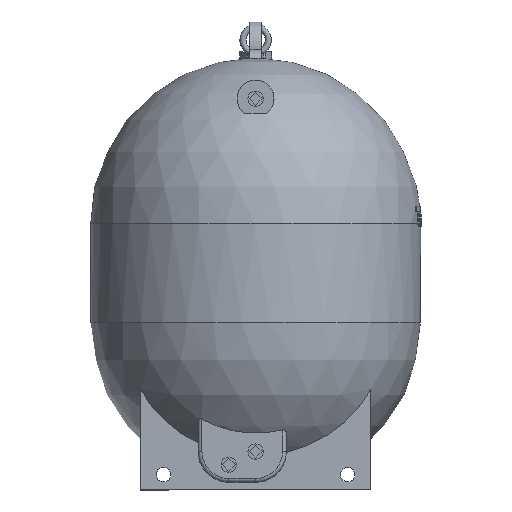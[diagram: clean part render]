
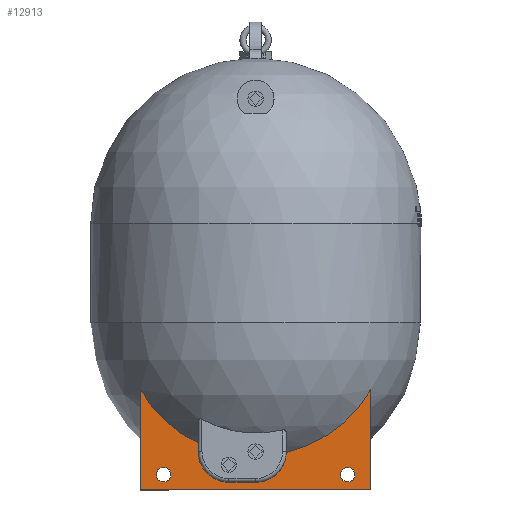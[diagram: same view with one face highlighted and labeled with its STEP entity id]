
A CAD part, left-side view. The second image highlights one B-rep face of the part: STEP entity #12913.
In plain terms, the highlighted planar face has unit normal (-1, 0, 0).
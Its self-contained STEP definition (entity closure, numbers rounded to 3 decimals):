
#12755=CARTESIAN_POINT('',(-127.,-150.,-217.687));
#12756=VERTEX_POINT('',#12755);
#12757=CARTESIAN_POINT('',(-127.,150.,-217.687));
#12758=VERTEX_POINT('',#12757);
#12759=CARTESIAN_POINT('',(-127.,-150.,-217.687));
#12760=DIRECTION('',(0.0,1.0,0.0));
#12761=VECTOR('',#12760,300.0);
#12762=LINE('',#12759,#12761);
#12763=EDGE_CURVE('',#12756,#12758,#12762,.T.);
#12786=CARTESIAN_POINT('',(-127.,-150.,-87.155));
#12787=VERTEX_POINT('',#12786);
#12795=CARTESIAN_POINT('',(-127.,-150.,-87.155));
#12796=DIRECTION('',(0.0,0.0,-1.0));
#12797=VECTOR('',#12796,130.532);
#12798=LINE('',#12795,#12797);
#12799=EDGE_CURVE('',#12787,#12756,#12798,.T.);
#12811=CARTESIAN_POINT('',(-127.,150.,-87.155));
#12812=VERTEX_POINT('',#12811);
#12822=CARTESIAN_POINT('',(-127.,150.,-217.687));
#12823=DIRECTION('',(0.0,0.0,1.0));
#12824=VECTOR('',#12823,130.532);
#12825=LINE('',#12822,#12824);
#12826=EDGE_CURVE('',#12758,#12812,#12825,.T.);
#12831=CARTESIAN_POINT('',(-127.,0.,-142.687));
#12832=DIRECTION('',(1.0,0.0,0.0));
#12833=DIRECTION('',(0.0,0.0,-1.0));
#12834=AXIS2_PLACEMENT_3D('',#12831,#12832,#12833);
#12835=PLANE('',#12834);
#12836=CARTESIAN_POINT('',(-127.,75.,-167.687));
#12837=VERTEX_POINT('',#12836);
#12838=CARTESIAN_POINT('',(-127.,75.,-156.432));
#12839=VERTEX_POINT('',#12838);
#12840=CARTESIAN_POINT('',(-127.,75.,-167.687));
#12841=DIRECTION('',(0.0,0.0,1.0));
#12842=VECTOR('',#12841,11.254);
#12843=LINE('',#12840,#12842);
#12844=EDGE_CURVE('',#12837,#12839,#12843,.T.);
#12845=ORIENTED_EDGE('',*,*,#12844,.T.);
#12846=CARTESIAN_POINT('',(-127.,0.,0.));
#12847=DIRECTION('',(-1.0,0.0,0.0));
#12848=DIRECTION('',(0.0,0.0,-1.0));
#12849=AXIS2_PLACEMENT_3D('',#12846,#12847,#12848);
#12850=CIRCLE('',#12849,173.482);
#12851=EDGE_CURVE('',#12812,#12839,#12850,.T.);
#12852=ORIENTED_EDGE('',*,*,#12851,.F.);
#12853=ORIENTED_EDGE('',*,*,#12826,.F.);
#12854=ORIENTED_EDGE('',*,*,#12763,.F.);
#12855=ORIENTED_EDGE('',*,*,#12799,.F.);
#12856=CARTESIAN_POINT('',(-127.,-39.984,-168.811));
#12857=VERTEX_POINT('',#12856);
#12858=CARTESIAN_POINT('',(-127.,0.,0.));
#12859=DIRECTION('',(-1.0,0.0,0.0));
#12860=DIRECTION('',(0.0,0.0,-1.0));
#12861=AXIS2_PLACEMENT_3D('',#12858,#12859,#12860);
#12862=CIRCLE('',#12861,173.482);
#12863=EDGE_CURVE('',#12857,#12787,#12862,.T.);
#12864=ORIENTED_EDGE('',*,*,#12863,.F.);
#12865=CARTESIAN_POINT('',(-127.,0.,-207.687));
#12866=VERTEX_POINT('',#12865);
#12867=CARTESIAN_POINT('',(-127.,0.,-167.687));
#12868=DIRECTION('',(1.0,0.0,0.0));
#12869=DIRECTION('',(0.0,0.0,1.0));
#12870=AXIS2_PLACEMENT_3D('',#12867,#12868,#12869);
#12871=CIRCLE('',#12870,40.);
#12872=EDGE_CURVE('',#12857,#12866,#12871,.T.);
#12873=ORIENTED_EDGE('',*,*,#12872,.T.);
#12874=CARTESIAN_POINT('',(-127.,35.,-207.687));
#12875=VERTEX_POINT('',#12874);
#12876=CARTESIAN_POINT('',(-127.,0.,-207.687));
#12877=DIRECTION('',(0.0,1.0,0.0));
#12878=VECTOR('',#12877,35.);
#12879=LINE('',#12876,#12878);
#12880=EDGE_CURVE('',#12866,#12875,#12879,.T.);
#12881=ORIENTED_EDGE('',*,*,#12880,.T.);
#12882=CARTESIAN_POINT('',(-127.,35.,-167.687));
#12883=DIRECTION('',(1.0,0.0,0.0));
#12884=DIRECTION('',(0.0,-1.0,0.0));
#12885=AXIS2_PLACEMENT_3D('',#12882,#12883,#12884);
#12886=CIRCLE('',#12885,40.0);
#12887=EDGE_CURVE('',#12875,#12837,#12886,.T.);
#12888=ORIENTED_EDGE('',*,*,#12887,.T.);
#12889=EDGE_LOOP('',(#12845,#12852,#12853,#12854,#12855,#12864,#12873,#12881,#12888));
#12890=FACE_OUTER_BOUND('',#12889,.T.);
#12891=CARTESIAN_POINT('',(-127.,120.,-188.187));
#12892=VERTEX_POINT('',#12891);
#12893=CARTESIAN_POINT('',(-127.,120.,-197.687));
#12894=DIRECTION('',(1.0,0.0,0.0));
#12895=DIRECTION('',(0.0,0.0,-1.0));
#12896=AXIS2_PLACEMENT_3D('',#12893,#12894,#12895);
#12897=CIRCLE('',#12896,9.5);
#12898=EDGE_CURVE('',#12892,#12892,#12897,.T.);
#12899=ORIENTED_EDGE('',*,*,#12898,.T.);
#12900=EDGE_LOOP('',(#12899));
#12901=FACE_BOUND('',#12900,.T.);
#12902=CARTESIAN_POINT('',(-127.,-120.,-188.187));
#12903=VERTEX_POINT('',#12902);
#12904=CARTESIAN_POINT('',(-127.,-120.,-197.687));
#12905=DIRECTION('',(1.0,0.0,0.0));
#12906=DIRECTION('',(0.0,0.0,-1.0));
#12907=AXIS2_PLACEMENT_3D('',#12904,#12905,#12906);
#12908=CIRCLE('',#12907,9.5);
#12909=EDGE_CURVE('',#12903,#12903,#12908,.T.);
#12910=ORIENTED_EDGE('',*,*,#12909,.T.);
#12911=EDGE_LOOP('',(#12910));
#12912=FACE_BOUND('',#12911,.T.);
#12913=ADVANCED_FACE('',(#12890,#12901,#12912),#12835,.F.);
